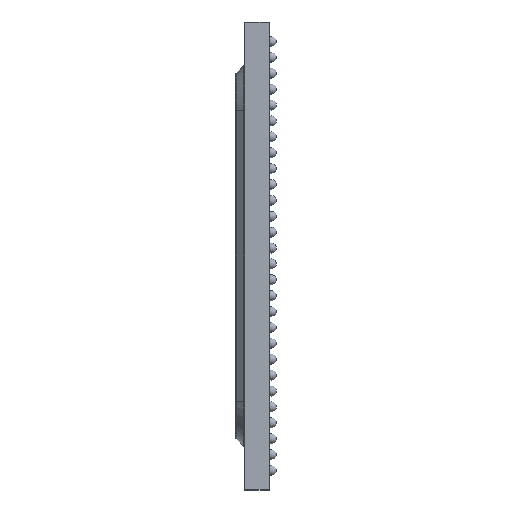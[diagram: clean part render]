
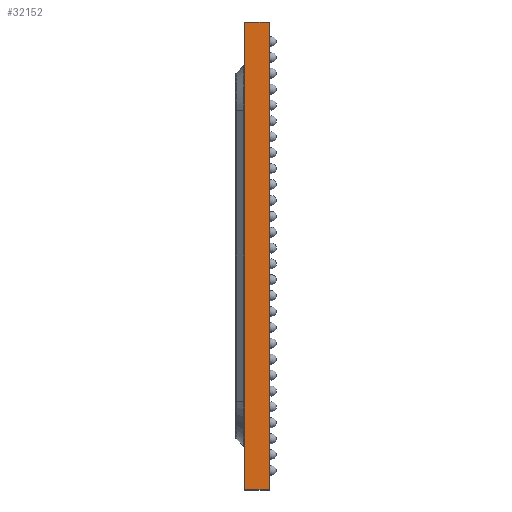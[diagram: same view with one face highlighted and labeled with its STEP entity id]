
A CAD part, left-side view. The second image highlights one B-rep face of the part: STEP entity #32152.
In plain terms, the highlighted planar face has unit normal (-1, 0, 0).
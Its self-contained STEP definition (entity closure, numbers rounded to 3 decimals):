
#1849 = CARTESIAN_POINT ( 'NONE',  ( -9.575, 0., -9.575 ) ) ;
#1852 = EDGE_CURVE ( 'NONE', #14157, #23320, #21293, .T. ) ;
#3589 = CARTESIAN_POINT ( 'NONE',  ( -9.575, 1.38, -9.575 ) ) ;
#4652 = EDGE_CURVE ( 'NONE', #19377, #14157, #7990, .T. ) ;
#7286 = AXIS2_PLACEMENT_3D ( 'NONE', #23608, #16454, #20974 ) ;
#7396 = DIRECTION ( 'NONE',  ( 0., 0., 1. ) ) ;
#7990 = LINE ( 'NONE', #3589, #23326 ) ;
#8552 = DIRECTION ( 'NONE',  ( 0., 0., 1. ) ) ;
#8692 = CARTESIAN_POINT ( 'NONE',  ( -9.575, 1.01, -9.575 ) ) ;
#10678 = ORIENTED_EDGE ( 'NONE', *, *, #13733, .F. ) ;
#10979 = CARTESIAN_POINT ( 'NONE',  ( -9.575, 0., 9.575 ) ) ;
#11687 = VERTEX_POINT ( 'NONE', #25357 ) ;
#13653 = PLANE ( 'NONE',  #7286 ) ;
#13733 = EDGE_CURVE ( 'NONE', #19377, #11687, #23615, .T. ) ;
#14157 = VERTEX_POINT ( 'NONE', #1849 ) ;
#15966 = CARTESIAN_POINT ( 'NONE',  ( -9.575, 1.01, 9.575 ) ) ;
#16251 = EDGE_LOOP ( 'NONE', ( #10678, #20057, #28727, #25347 ) ) ;
#16380 = LINE ( 'NONE', #17337, #21844 ) ;
#16454 = DIRECTION ( 'NONE',  ( 1., 0., 0. ) ) ;
#16624 = VECTOR ( 'NONE', #8552, 1000. ) ;
#17337 = CARTESIAN_POINT ( 'NONE',  ( -9.575, 1.38, 9.575 ) ) ;
#17652 = DIRECTION ( 'NONE',  ( 0., -1., 0. ) ) ;
#19377 = VERTEX_POINT ( 'NONE', #8692 ) ;
#19508 = VECTOR ( 'NONE', #7396, 1000. ) ;
#20057 = ORIENTED_EDGE ( 'NONE', *, *, #4652, .T. ) ;
#20974 = DIRECTION ( 'NONE',  ( 0., 0., -1. ) ) ;
#21293 = LINE ( 'NONE', #31342, #19508 ) ;
#21844 = VECTOR ( 'NONE', #17652, 1000. ) ;
#23320 = VERTEX_POINT ( 'NONE', #10979 ) ;
#23326 = VECTOR ( 'NONE', #23526, 1000. ) ;
#23526 = DIRECTION ( 'NONE',  ( 0., -1., 0. ) ) ;
#23608 = CARTESIAN_POINT ( 'NONE',  ( -9.575, 1.38, 9.575 ) ) ;
#23615 = LINE ( 'NONE', #15966, #16624 ) ;
#25347 = ORIENTED_EDGE ( 'NONE', *, *, #31696, .F. ) ;
#25357 = CARTESIAN_POINT ( 'NONE',  ( -9.575, 1.01, 9.575 ) ) ;
#26227 = FACE_OUTER_BOUND ( 'NONE', #16251, .T. ) ;
#28727 = ORIENTED_EDGE ( 'NONE', *, *, #1852, .T. ) ;
#31342 = CARTESIAN_POINT ( 'NONE',  ( -9.575, 0., 9.575 ) ) ;
#31696 = EDGE_CURVE ( 'NONE', #11687, #23320, #16380, .T. ) ;
#32152 = ADVANCED_FACE ( 'NONE', ( #26227 ), #13653, .F. ) ;
